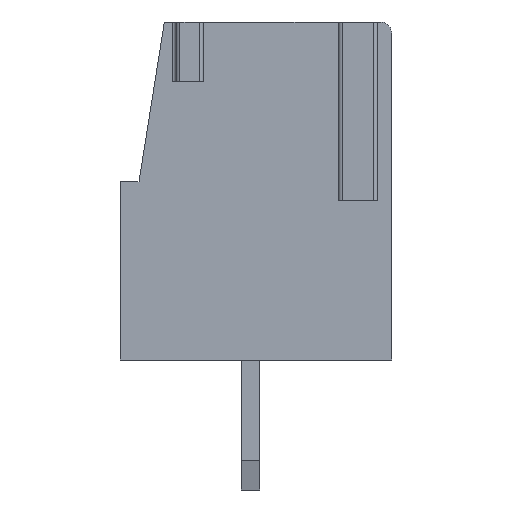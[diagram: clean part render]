
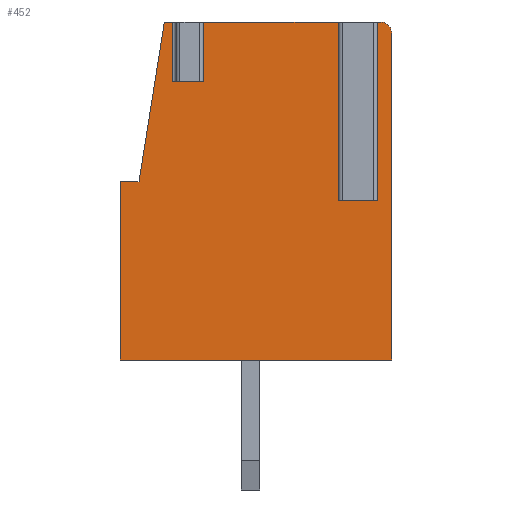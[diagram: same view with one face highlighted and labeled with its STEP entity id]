
A CAD part, left-side view. The second image highlights one B-rep face of the part: STEP entity #452.
In plain terms, the highlighted planar face has unit normal (-1, 0, 0).
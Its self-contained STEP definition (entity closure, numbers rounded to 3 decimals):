
#452 = ADVANCED_FACE( '', ( #1008 ), #1009, .F. );
#1008 = FACE_OUTER_BOUND( '', #1694, .T. );
#1009 = PLANE( '', #1695 );
#1694 = EDGE_LOOP( '', ( #2760, #2761, #2762, #2763, #2764, #2765, #2766, #2767, #2768, #2769, #2770, #2771, #2772, #2773, #2774 ) );
#1695 = AXIS2_PLACEMENT_3D( '', #2775, #2776, #2777 );
#2760 = ORIENTED_EDGE( '', *, *, #4695, .F. );
#2761 = ORIENTED_EDGE( '', *, *, #4696, .F. );
#2762 = ORIENTED_EDGE( '', *, *, #4628, .F. );
#2763 = ORIENTED_EDGE( '', *, *, #4697, .F. );
#2764 = ORIENTED_EDGE( '', *, *, #4698, .F. );
#2765 = ORIENTED_EDGE( '', *, *, #4699, .F. );
#2766 = ORIENTED_EDGE( '', *, *, #4700, .F. );
#2767 = ORIENTED_EDGE( '', *, *, #4701, .F. );
#2768 = ORIENTED_EDGE( '', *, *, #4702, .T. );
#2769 = ORIENTED_EDGE( '', *, *, #4668, .T. );
#2770 = ORIENTED_EDGE( '', *, *, #4703, .T. );
#2771 = ORIENTED_EDGE( '', *, *, #4581, .T. );
#2772 = ORIENTED_EDGE( '', *, *, #4704, .T. );
#2773 = ORIENTED_EDGE( '', *, *, #4705, .T. );
#2774 = ORIENTED_EDGE( '', *, *, #4706, .F. );
#2775 = CARTESIAN_POINT( '', ( -1.905, -8.03, 0. ) );
#2776 = DIRECTION( '', ( 1., 0., 0. ) );
#2777 = DIRECTION( '', ( 0., 0., 1. ) );
#4581 = EDGE_CURVE( '', #5613, #5611, #5614, .T. );
#4628 = EDGE_CURVE( '', #5687, #5689, #5690, .T. );
#4668 = EDGE_CURVE( '', #5750, #5754, #5756, .T. );
#4695 = EDGE_CURVE( '', #5798, #5799, #5800, .T. );
#4696 = EDGE_CURVE( '', #5689, #5798, #5801, .T. );
#4697 = EDGE_CURVE( '', #5802, #5687, #5803, .T. );
#4698 = EDGE_CURVE( '', #5804, #5802, #5805, .T. );
#4699 = EDGE_CURVE( '', #5806, #5804, #5807, .T. );
#4700 = EDGE_CURVE( '', #5808, #5806, #5809, .T. );
#4701 = EDGE_CURVE( '', #5810, #5808, #5811, .T. );
#4702 = EDGE_CURVE( '', #5810, #5750, #5812, .T. );
#4703 = EDGE_CURVE( '', #5754, #5613, #5813, .T. );
#4704 = EDGE_CURVE( '', #5611, #5814, #5815, .T. );
#4705 = EDGE_CURVE( '', #5814, #5816, #5817, .T. );
#4706 = EDGE_CURVE( '', #5799, #5816, #5818, .T. );
#5611 = VERTEX_POINT( '', #7062 );
#5613 = VERTEX_POINT( '', #7065 );
#5614 = LINE( '', #7066, #7067 );
#5687 = VERTEX_POINT( '', #7178 );
#5689 = VERTEX_POINT( '', #7180 );
#5690 = LINE( '', #7181, #7182 );
#5750 = VERTEX_POINT( '', #7262 );
#5754 = VERTEX_POINT( '', #7268 );
#5756 = LINE( '', #7271, #7272 );
#5798 = VERTEX_POINT( '', #7329 );
#5799 = VERTEX_POINT( '', #7330 );
#5800 = LINE( '', #7331, #7332 );
#5801 = LINE( '', #7333, #7334 );
#5802 = VERTEX_POINT( '', #7335 );
#5803 = LINE( '', #7336, #7337 );
#5804 = VERTEX_POINT( '', #7338 );
#5805 = LINE( '', #7339, #7340 );
#5806 = VERTEX_POINT( '', #7341 );
#5807 = LINE( '', #7342, #7343 );
#5808 = VERTEX_POINT( '', #7344 );
#5809 = LINE( '', #7345, #7346 );
#5810 = VERTEX_POINT( '', #7347 );
#5811 = LINE( '', #7348, #7349 );
#5812 = LINE( '', #7350, #7351 );
#5813 = LINE( '', #7352, #7353 );
#5814 = VERTEX_POINT( '', #7354 );
#5815 = LINE( '', #7355, #7356 );
#5816 = VERTEX_POINT( '', #7357 );
#5817 = CIRCLE( '', #7358, 0.3 );
#5818 = LINE( '', #7359, #7360 );
#7062 = CARTESIAN_POINT( '', ( -1.905, -7.3, 0. ) );
#7065 = CARTESIAN_POINT( '', ( -1.905, 0., 0. ) );
#7066 = CARTESIAN_POINT( '', ( -1.905, -3.5, 0. ) );
#7067 = VECTOR( '', #8561, 1000. );
#7178 = CARTESIAN_POINT( '', ( -1.905, -5.973, 9.1 ) );
#7180 = CARTESIAN_POINT( '', ( -1.905, -5.973, 4.3 ) );
#7181 = CARTESIAN_POINT( '', ( -1.905, -5.973, 0. ) );
#7182 = VECTOR( '', #8606, 1000. );
#7262 = CARTESIAN_POINT( '', ( -1.905, -0.5, 4.8 ) );
#7268 = CARTESIAN_POINT( '', ( -1.905, 0., 4.8 ) );
#7271 = CARTESIAN_POINT( '', ( -1.905, -3.5, 4.8 ) );
#7272 = VECTOR( '', #8654, 1000. );
#7329 = CARTESIAN_POINT( '', ( -1.905, -6.827, 4.3 ) );
#7330 = CARTESIAN_POINT( '', ( -1.905, -6.827, 9.1 ) );
#7331 = CARTESIAN_POINT( '', ( -1.905, -6.827, 0. ) );
#7332 = VECTOR( '', #8682, 1000. );
#7333 = CARTESIAN_POINT( '', ( -1.905, -3.5, 4.3 ) );
#7334 = VECTOR( '', #8683, 1000. );
#7335 = CARTESIAN_POINT( '', ( -1.905, -2.127, 9.1 ) );
#7336 = CARTESIAN_POINT( '', ( -1.905, -3.5, 9.1 ) );
#7337 = VECTOR( '', #8684, 1000. );
#7338 = CARTESIAN_POINT( '', ( -1.905, -2.127, 7.5 ) );
#7339 = CARTESIAN_POINT( '', ( -1.905, -2.127, 0. ) );
#7340 = VECTOR( '', #8685, 1000. );
#7341 = CARTESIAN_POINT( '', ( -1.905, -1.4, 7.5 ) );
#7342 = CARTESIAN_POINT( '', ( -1.905, -3.5, 7.5 ) );
#7343 = VECTOR( '', #8686, 1000. );
#7344 = CARTESIAN_POINT( '', ( -1.905, -1.4, 9.1 ) );
#7345 = CARTESIAN_POINT( '', ( -1.905, -1.4, 0. ) );
#7346 = VECTOR( '', #8687, 1000. );
#7347 = CARTESIAN_POINT( '', ( -1.905, -1.181, 9.1 ) );
#7348 = CARTESIAN_POINT( '', ( -1.905, -3.5, 9.1 ) );
#7349 = VECTOR( '', #8688, 1000. );
#7350 = CARTESIAN_POINT( '', ( -1.905, 0.26, 0. ) );
#7351 = VECTOR( '', #8689, 1000. );
#7352 = CARTESIAN_POINT( '', ( -1.905, 0., 0. ) );
#7353 = VECTOR( '', #8690, 1000. );
#7354 = CARTESIAN_POINT( '', ( -1.905, -7.3, 8.8 ) );
#7355 = CARTESIAN_POINT( '', ( -1.905, -7.3, 0. ) );
#7356 = VECTOR( '', #8691, 1000. );
#7357 = CARTESIAN_POINT( '', ( -1.905, -7., 9.1 ) );
#7358 = AXIS2_PLACEMENT_3D( '', #8692, #8693, #8694 );
#7359 = CARTESIAN_POINT( '', ( -1.905, -3.5, 9.1 ) );
#7360 = VECTOR( '', #8695, 1000. );
#8561 = DIRECTION( '', ( 0., -1., 0. ) );
#8606 = DIRECTION( '', ( 0., 0., -1. ) );
#8654 = DIRECTION( '', ( 0., 1., 0. ) );
#8682 = DIRECTION( '', ( 0., 0., 1. ) );
#8683 = DIRECTION( '', ( 0., -1., 0. ) );
#8684 = DIRECTION( '', ( 0., -1., 0. ) );
#8685 = DIRECTION( '', ( 0., 0., 1. ) );
#8686 = DIRECTION( '', ( 0., -1., 0. ) );
#8687 = DIRECTION( '', ( 0., 0., -1. ) );
#8688 = DIRECTION( '', ( 0., -1., 0. ) );
#8689 = DIRECTION( '', ( 0., 0.156, -0.988 ) );
#8690 = DIRECTION( '', ( 0., 0., -1. ) );
#8691 = DIRECTION( '', ( 0., 0., 1. ) );
#8692 = CARTESIAN_POINT( '', ( -1.905, -7., 8.8 ) );
#8693 = DIRECTION( '', ( -1., 0., 0. ) );
#8694 = DIRECTION( '', ( 0., 1., 0. ) );
#8695 = DIRECTION( '', ( 0., -1., 0. ) );
